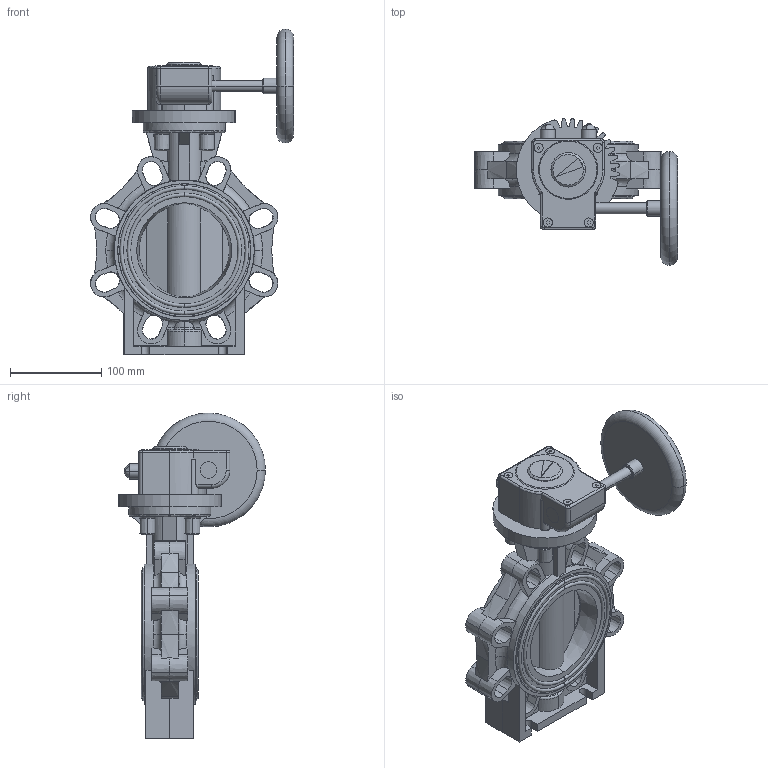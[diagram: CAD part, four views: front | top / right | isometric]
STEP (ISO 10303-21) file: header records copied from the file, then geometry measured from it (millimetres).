
FILE_DESCRIPTION(('STEP AP214'),'1');
FILE_NAME('cctmp_45908858-BAA1-4DD6-A6FE-3DF0ADCB87B4_2021_10_25_13_17_40_0462..stp','2021-10-25T11:17:41',('Praher Valves GmbH'),('CADClick - www.CADClick.com'),'Spatial InterOp 3D',' ','unknown authorization');
FILE_SCHEMA(('AUTOMOTIVE_DESIGN'));
Length unit declared in the file: millimetre
Products named in the file (3): cc_unnamed; 129301_1; 129301
Assembly tree (2 placements, depth 2):
  cc_unnamed
    129301_1
    129301
Bounding box: 223.07 x 161.38 x 358.1 mm (x, y, z)
Volume: 1476878.9 mm3; surface area: 289432.1 mm2
Topology: 5 solids, 172 shells, 785 faces, 2410 edges, 1814 vertices
Faces by surface type: plane 348, cylinder 181, cone 176, torus 75, bspline 5
Entity records: 34475 total; most frequent: CARTESIAN_POINT 6267, DIRECTION 4864, ORIENTED_EDGE 4070, EDGE_CURVE 2402, AXIS2_PLACEMENT_3D 1855, VERTEX_POINT 1814, LINE 1154, VECTOR 1154
